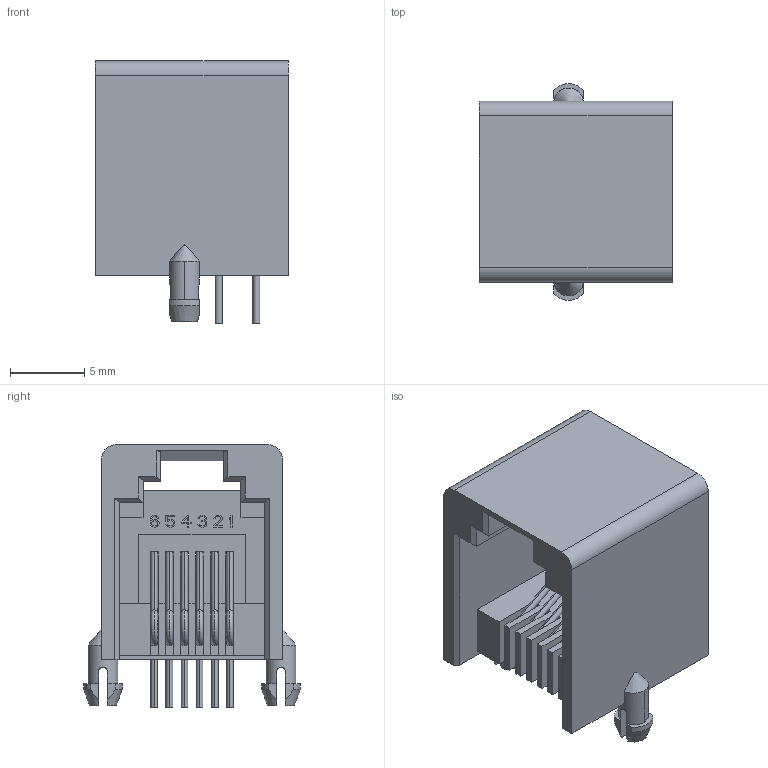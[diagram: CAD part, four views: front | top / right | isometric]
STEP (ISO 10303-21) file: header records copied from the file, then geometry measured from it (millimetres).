
FILE_DESCRIPTION((''),'2;1');
FILE_NAME('RJ11-TH_DS1133-S60BPX','2022-11-30T14:54:10',('win'),(''),'CREO PARAMETRIC BY PTC INC, 2020033','CREO PARAMETRIC BY PTC INC, 2020033','');
FILE_SCHEMA(('AUTOMOTIVE_DESIGN { 1 0 10303 214 1 1 1 1 }'));
Length unit declared in the file: millimetre
Products named in the file (1): RJ11-TH_DS1133-S60BPX
Bounding box: 13.01 x 14.59 x 17.7 mm (x, y, z)
Volume: 1031.6 mm3; surface area: 2097.6 mm2
Topology: 1 solids, 1 shells, 648 faces, 1848 edges, 1200 vertices
Faces by surface type: plane 454, cylinder 79, extrusion 73, torus 36, cone 6
Entity records: 26413 total; most frequent: CARTESIAN_POINT 4919, ORIENTED_EDGE 3696, DIRECTION 3063, EDGE_CURVE 1848, VECTOR 1497, LINE 1424, VERTEX_POINT 1200, AXIS2_PLACEMENT_3D 783
